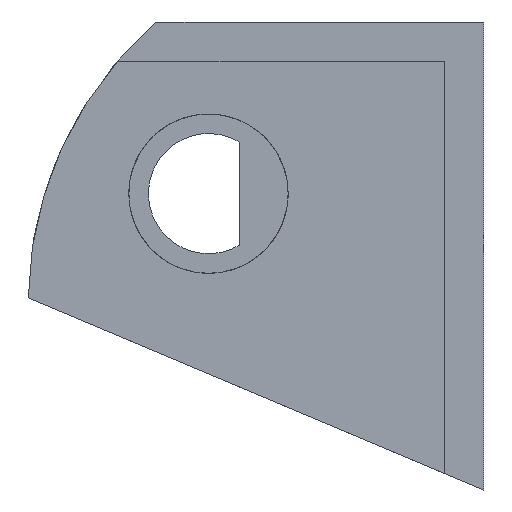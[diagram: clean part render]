
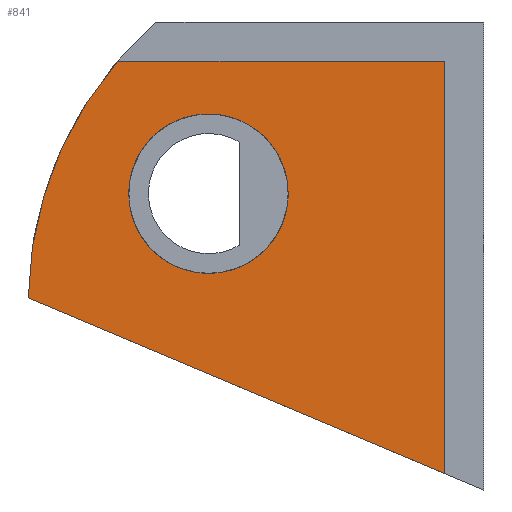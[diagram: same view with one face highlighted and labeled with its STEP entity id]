
A CAD part, left-side view. The second image highlights one B-rep face of the part: STEP entity #841.
In plain terms, the highlighted planar face has unit normal (-1, 0, 0).
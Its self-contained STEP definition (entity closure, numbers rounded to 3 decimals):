
#6 = CARTESIAN_POINT ( 'NONE',  ( 2.5, 26.449, -1.456 ) ) ;
#11 = VECTOR ( 'NONE', #973, 1000. ) ;
#14 = CARTESIAN_POINT ( 'NONE',  ( 2.5, 19.006, -0.475 ) ) ;
#18 = CARTESIAN_POINT ( 'NONE',  ( 2.5, 18.03, 0.115 ) ) ;
#22 = CARTESIAN_POINT ( 'NONE',  ( 2.5, 17.353, 1.034 ) ) ;
#28 = LINE ( 'NONE', #613, #11 ) ;
#33 = CARTESIAN_POINT ( 'NONE',  ( 2.5, 17.17, 1.772 ) ) ;
#37 = CARTESIAN_POINT ( 'NONE',  ( 2.5, 17.153, 2.145 ) ) ;
#50 = FACE_BOUND ( 'NONE', #1030, .T. ) ;
#115 = CARTESIAN_POINT ( 'NONE',  ( 2.5, 11.55, 7.019 ) ) ;
#146 = CARTESIAN_POINT ( 'NONE',  ( 2.5, -0.042, -8.569 ) ) ;
#208 = ORIENTED_EDGE ( 'NONE', *, *, #733, .F. ) ;
#217 = CARTESIAN_POINT ( 'NONE',  ( 2.5, 22.864, 2.034 ) ) ;
#221 = PLANE ( 'NONE',  #527 ) ;
#226 = EDGE_CURVE ( 'NONE', #374, #706, #573, .T. ) ;
#234 = LINE ( 'NONE', #883, #388 ) ;
#238 = DIRECTION ( 'NONE',  ( 1., 0., 0. ) ) ;
#252 = ORIENTED_EDGE ( 'NONE', *, *, #226, .F. ) ;
#255 = LINE ( 'NONE', #619, #662 ) ;
#281 = DIRECTION ( 'NONE',  ( 0., 0., -1. ) ) ;
#290 = VERTEX_POINT ( 'NONE', #6 ) ;
#297 = B_SPLINE_CURVE_WITH_KNOTS ( 'NONE', 3,
 ( #464, #217, #578, #1024, #944, #948, #14, #18, #22, #33, #37 ),
 .UNSPECIFIED., .F., .F.,
 ( 4, 1, 1, 1, 1, 1, 1, 1, 4 ),
 ( 0.009, 0.01, 0.011, 0.012, 0.013, 0.015, 0.016, 0.017, 0.018 ),
 .UNSPECIFIED. ) ;
#374 = VERTEX_POINT ( 'NONE', #402 ) ;
#388 = VECTOR ( 'NONE', #878, 1000. ) ;
#402 = CARTESIAN_POINT ( 'NONE',  ( 2.5, 17.153, 2.145 ) ) ;
#449 = CIRCLE ( 'NONE', #633, 13.202 ) ;
#464 = CARTESIAN_POINT ( 'NONE',  ( 2.5, 22.847, 2.407 ) ) ;
#470 = CARTESIAN_POINT ( 'NONE',  ( 2.5, 22.847, 2.407 ) ) ;
#522 = EDGE_CURVE ( 'NONE', #839, #952, #234, .T. ) ;
#527 = AXIS2_PLACEMENT_3D ( 'NONE', #146, #238, #281 ) ;
#554 = ORIENTED_EDGE ( 'NONE', *, *, #903, .F. ) ;
#569 = DIRECTION ( 'NONE',  ( 0., -1., 0. ) ) ;
#573 = B_SPLINE_CURVE_WITH_KNOTS ( 'NONE', 3,
 ( #862, #848, #918, #922, #926, #928, #931, #943, #946, #950, #978 ),
 .UNSPECIFIED., .F., .F.,
 ( 4, 1, 1, 1, 1, 1, 1, 1, 4 ),
 ( 0., 0.001, 0.002, 0.003, 0.004, 0.006, 0.007, 0.008, 0.009 ),
 .UNSPECIFIED. ) ;
#578 = CARTESIAN_POINT ( 'NONE',  ( 2.5, 22.75, 1.282 ) ) ;
#613 = CARTESIAN_POINT ( 'NONE',  ( 2.5, 1.41, -12.015 ) ) ;
#619 = CARTESIAN_POINT ( 'NONE',  ( 2.5, -0.042, 7.019 ) ) ;
#633 = AXIS2_PLACEMENT_3D ( 'NONE', #764, #762, #759 ) ;
#658 = ORIENTED_EDGE ( 'NONE', *, *, #953, .F. ) ;
#662 = VECTOR ( 'NONE', #569, 1000. ) ;
#682 = VERTEX_POINT ( 'NONE', #1028 ) ;
#706 = VERTEX_POINT ( 'NONE', #470 ) ;
#733 = EDGE_CURVE ( 'NONE', #682, #839, #255, .T. ) ;
#757 = ORIENTED_EDGE ( 'NONE', *, *, #522, .F. ) ;
#759 = DIRECTION ( 'NONE',  ( 0., 0., -1. ) ) ;
#762 = DIRECTION ( 'NONE',  ( 1., 0., 0. ) ) ;
#764 = CARTESIAN_POINT ( 'NONE',  ( 2.5, 13.248, -1.6 ) ) ;
#788 = ORIENTED_EDGE ( 'NONE', *, *, #801, .F. ) ;
#798 = FACE_OUTER_BOUND ( 'NONE', #843, .T. ) ;
#801 = EDGE_CURVE ( 'NONE', #706, #374, #297, .T. ) ;
#839 = VERTEX_POINT ( 'NONE', #115 ) ;
#841 = ADVANCED_FACE ( 'NONE', ( #50, #798 ), #221, .F. ) ;
#843 = EDGE_LOOP ( 'NONE', ( #757, #208, #554, #658 ) ) ;
#848 = CARTESIAN_POINT ( 'NONE',  ( 2.5, 17.136, 2.517 ) ) ;
#862 = CARTESIAN_POINT ( 'NONE',  ( 2.5, 17.153, 2.145 ) ) ;
#878 = DIRECTION ( 'NONE',  ( 0., 0., -1. ) ) ;
#883 = CARTESIAN_POINT ( 'NONE',  ( 2.5, 11.55, -8.569 ) ) ;
#903 = EDGE_CURVE ( 'NONE', #290, #682, #449, .T. ) ;
#918 = CARTESIAN_POINT ( 'NONE',  ( 2.5, 17.25, 3.269 ) ) ;
#922 = CARTESIAN_POINT ( 'NONE',  ( 2.5, 17.839, 4.246 ) ) ;
#926 = CARTESIAN_POINT ( 'NONE',  ( 2.5, 18.758, 4.923 ) ) ;
#928 = CARTESIAN_POINT ( 'NONE',  ( 2.5, 19.865, 5.197 ) ) ;
#931 = CARTESIAN_POINT ( 'NONE',  ( 2.5, 20.994, 5.026 ) ) ;
#943 = CARTESIAN_POINT ( 'NONE',  ( 2.5, 21.97, 4.437 ) ) ;
#944 = CARTESIAN_POINT ( 'NONE',  ( 2.5, 21.242, -0.371 ) ) ;
#946 = CARTESIAN_POINT ( 'NONE',  ( 2.5, 22.647, 3.518 ) ) ;
#948 = CARTESIAN_POINT ( 'NONE',  ( 2.5, 20.135, -0.645 ) ) ;
#950 = CARTESIAN_POINT ( 'NONE',  ( 2.5, 22.83, 2.78 ) ) ;
#952 = VERTEX_POINT ( 'NONE', #1037 ) ;
#953 = EDGE_CURVE ( 'NONE', #952, #290, #28, .T. ) ;
#973 = DIRECTION ( 'NONE',  ( 0., 0.921, 0.389 ) ) ;
#978 = CARTESIAN_POINT ( 'NONE',  ( 2.5, 22.847, 2.407 ) ) ;
#1024 = CARTESIAN_POINT ( 'NONE',  ( 2.5, 22.161, 0.305 ) ) ;
#1028 = CARTESIAN_POINT ( 'NONE',  ( 2.5, 23.248, 7.019 ) ) ;
#1030 = EDGE_LOOP ( 'NONE', ( #788, #252 ) ) ;
#1037 = CARTESIAN_POINT ( 'NONE',  ( 2.5, 11.55, -7.739 ) ) ;
